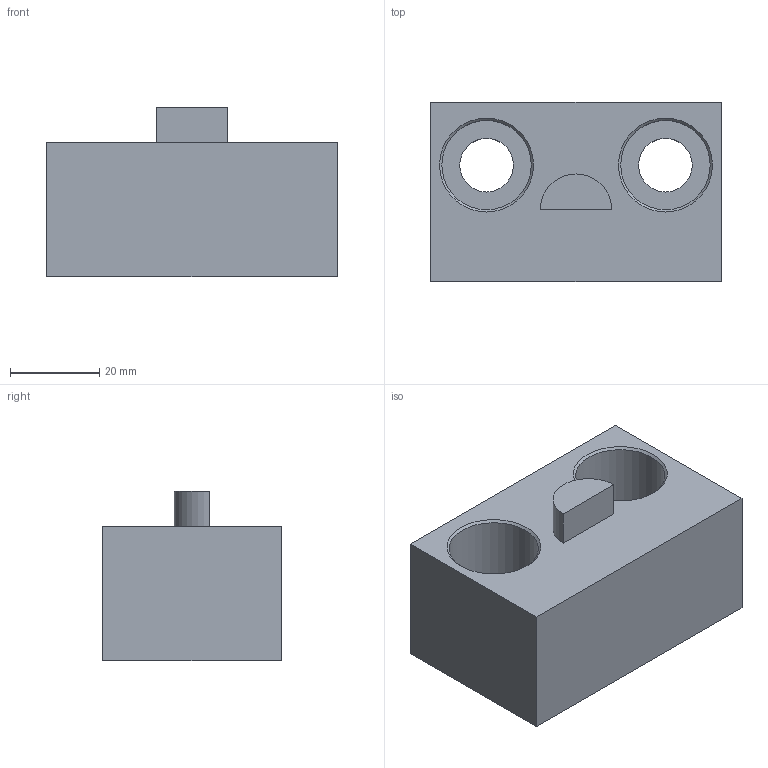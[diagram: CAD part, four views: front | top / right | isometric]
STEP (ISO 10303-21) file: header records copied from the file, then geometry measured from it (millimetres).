
FILE_DESCRIPTION( ( 'Unknown' ), '1' );
FILE_NAME( 'CP37-1240.stp', 'Unknown', ( 'Unknown' ), ( 'Unknown' ), 'XStep 1.0', 'Unknown', ' ' );
FILE_SCHEMA( ( 'CONFIG_CONTROL_DESIGN' ) );
Length unit declared in the file: millimetre
Products named in the file (1): 1
Bounding box: 65 x 40 x 38 mm (x, y, z)
Volume: 64754.5 mm3; surface area: 14485.8 mm2
Topology: 1 solids, 1 shells, 19 faces, 42 edges, 28 vertices
Faces by surface type: plane 10, cylinder 5, cone 4
Full cylindrical faces by diameter (mm): 12 x2, 20 x2
Entity records: 506 total; most frequent: DIRECTION 84, CARTESIAN_POINT 74, ORIENTED_EDGE 60, AXIS2_PLACEMENT_3D 34, EDGE_LOOP 34, EDGE_CURVE 30, VERTEX_POINT 24, FACE_OUTER_BOUND 23
